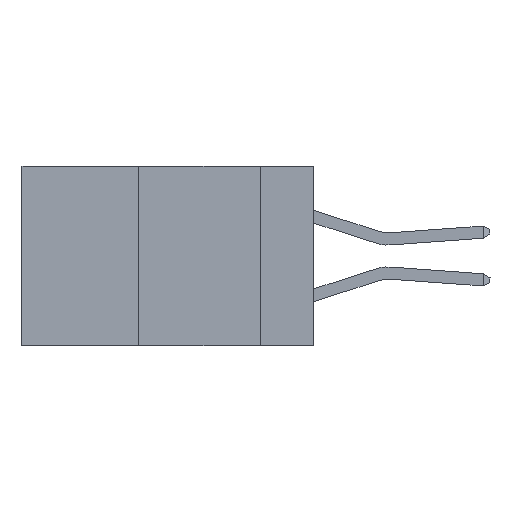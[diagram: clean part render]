
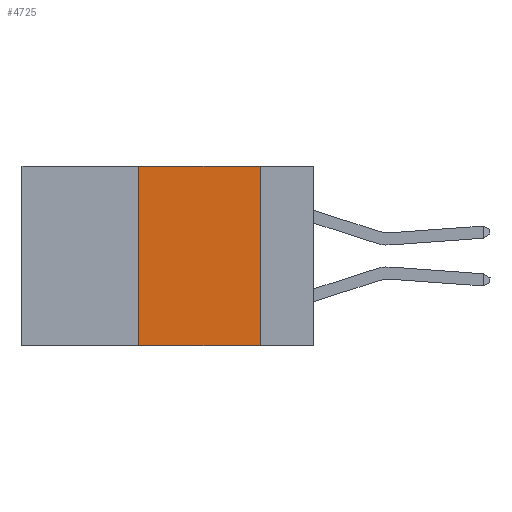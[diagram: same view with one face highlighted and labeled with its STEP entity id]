
A CAD part, left-side view. The second image highlights one B-rep face of the part: STEP entity #4725.
In plain terms, the highlighted planar face has unit normal (-1, 0, 0).
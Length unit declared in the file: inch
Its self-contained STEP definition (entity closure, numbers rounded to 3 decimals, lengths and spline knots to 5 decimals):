
#622 = EDGE_CURVE ( 'NONE', #978, #7370, #2476, .T. ) ;
#639 = CARTESIAN_POINT ( 'NONE',  ( 0., 0.11, 0. ) ) ;
#978 = VERTEX_POINT ( 'NONE', #13212 ) ;
#2126 = DIRECTION ( 'NONE',  ( 0., 0., -1. ) ) ;
#2138 = VECTOR ( 'NONE', #2126, 39.37008 ) ;
#2476 = LINE ( 'NONE', #16653, #9222 ) ;
#2520 = CARTESIAN_POINT ( 'NONE',  ( 0., 0.6, -0.37 ) ) ;
#2600 = LINE ( 'NONE', #639, #2138 ) ;
#3489 = PLANE ( 'NONE',  #13242 ) ;
#3791 = VECTOR ( 'NONE', #16537, 39.37008 ) ;
#4175 = CARTESIAN_POINT ( 'NONE',  ( 0., 0.11, 0. ) ) ;
#4725 = ADVANCED_FACE ( 'NONE', ( #11992 ), #3489, .F. ) ;
#5986 = CARTESIAN_POINT ( 'NONE',  ( 0., 0.36, 0. ) ) ;
#6208 = DIRECTION ( 'NONE',  ( 0., 0., -1. ) ) ;
#6227 = ORIENTED_EDGE ( 'NONE', *, *, #12345, .F. ) ;
#6630 = ORIENTED_EDGE ( 'NONE', *, *, #13248, .T. ) ;
#7109 = EDGE_CURVE ( 'NONE', #7370, #16440, #2600, .T. ) ;
#7370 = VERTEX_POINT ( 'NONE', #4175 ) ;
#7555 = VECTOR ( 'NONE', #10456, 39.37008 ) ;
#7772 = LINE ( 'NONE', #5986, #3791 ) ;
#7852 = CARTESIAN_POINT ( 'NONE',  ( 0., 0.11, -0.37 ) ) ;
#7970 = LINE ( 'NONE', #2520, #7555 ) ;
#8480 = VERTEX_POINT ( 'NONE', #16385 ) ;
#9198 = EDGE_LOOP ( 'NONE', ( #12339, #15919, #6227, #6630 ) ) ;
#9222 = VECTOR ( 'NONE', #16631, 39.37008 ) ;
#10456 = DIRECTION ( 'NONE',  ( 0., -1., 0. ) ) ;
#11992 = FACE_OUTER_BOUND ( 'NONE', #9198, .T. ) ;
#12339 = ORIENTED_EDGE ( 'NONE', *, *, #7109, .F. ) ;
#12345 = EDGE_CURVE ( 'NONE', #8480, #978, #7772, .T. ) ;
#12727 = CARTESIAN_POINT ( 'NONE',  ( 0., 0.6, 0. ) ) ;
#13212 = CARTESIAN_POINT ( 'NONE',  ( 0., 0.36, 0. ) ) ;
#13242 = AXIS2_PLACEMENT_3D ( 'NONE', #12727, #14087, #6208 ) ;
#13248 = EDGE_CURVE ( 'NONE', #8480, #16440, #7970, .T. ) ;
#14087 = DIRECTION ( 'NONE',  ( 1., 0., 0. ) ) ;
#15919 = ORIENTED_EDGE ( 'NONE', *, *, #622, .F. ) ;
#16385 = CARTESIAN_POINT ( 'NONE',  ( 0., 0.36, -0.37 ) ) ;
#16440 = VERTEX_POINT ( 'NONE', #7852 ) ;
#16537 = DIRECTION ( 'NONE',  ( 0., 0., 1. ) ) ;
#16631 = DIRECTION ( 'NONE',  ( 0., -1., 0. ) ) ;
#16653 = CARTESIAN_POINT ( 'NONE',  ( 0., 0.6, 0. ) ) ;
